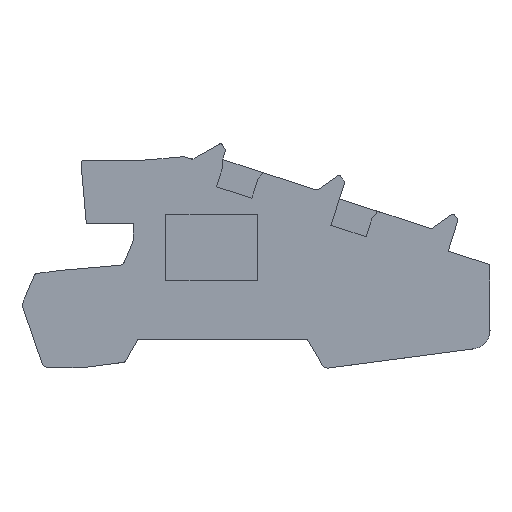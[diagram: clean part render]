
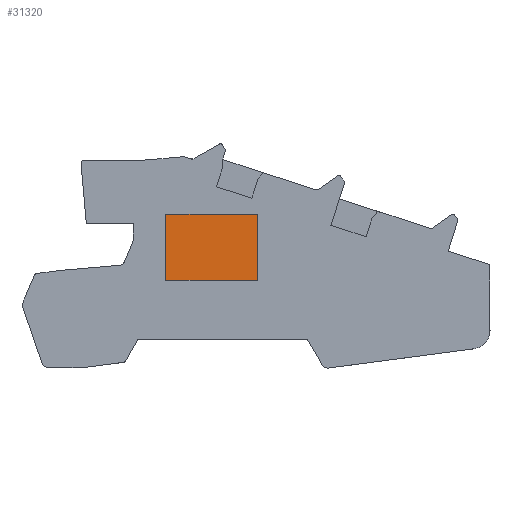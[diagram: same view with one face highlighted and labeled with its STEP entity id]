
A CAD part, top view. The second image highlights one B-rep face of the part: STEP entity #31320.
In plain terms, the highlighted planar face has unit normal (0, 0, 1).
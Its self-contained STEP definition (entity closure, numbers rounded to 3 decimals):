
#30930=CARTESIAN_POINT('',(60.588,24.928,
14.45));
#30940=DIRECTION('',(0.,0.,1.));
#30950=DIRECTION('',(0.951,-0.309,
0.));
#30960=AXIS2_PLACEMENT_3D('',#30930,#30940,#30950);
#30970=PLANE('',#30960);
#30980=CARTESIAN_POINT('',(95.513,45.506,
14.45));
#30990=DIRECTION('',(-1.,0.,0.));
#31000=VECTOR('',#30990,1.);
#31010=LINE('',#30980,#31000);
#31020=CARTESIAN_POINT('',(65.993,45.506,
14.45));
#31030=VERTEX_POINT('',#31020);
#31040=CARTESIAN_POINT('',(46.293,45.506,
14.45));
#31050=VERTEX_POINT('',#31040);
#31060=EDGE_CURVE('',#31030,#31050,#31010,.T.);
#31070=ORIENTED_EDGE('',*,*,#31060,.T.);
#31080=CARTESIAN_POINT('',(65.993,14.762,
14.45));
#31090=DIRECTION('',(0.,1.,0.));
#31100=VECTOR('',#31090,1.);
#31110=LINE('',#31080,#31100);
#31120=CARTESIAN_POINT('',(65.993,31.256,
14.45));
#31130=VERTEX_POINT('',#31120);
#31140=EDGE_CURVE('',#31130,#31030,#31110,.T.);
#31150=ORIENTED_EDGE('',*,*,#31140,.T.);
#31160=CARTESIAN_POINT('',(95.513,31.256,
14.45));
#31170=DIRECTION('',(1.,0.,0.));
#31180=VECTOR('',#31170,1.);
#31190=LINE('',#31160,#31180);
#31200=CARTESIAN_POINT('',(46.293,31.256,
14.45));
#31210=VERTEX_POINT('',#31200);
#31220=EDGE_CURVE('',#31210,#31130,#31190,.T.);
#31230=ORIENTED_EDGE('',*,*,#31220,.T.);
#31240=CARTESIAN_POINT('',(46.293,14.762,
14.45));
#31250=DIRECTION('',(0.,-1.,0.));
#31260=VECTOR('',#31250,1.);
#31270=LINE('',#31240,#31260);
#31280=EDGE_CURVE('',#31050,#31210,#31270,.T.);
#31290=ORIENTED_EDGE('',*,*,#31280,.T.);
#31300=EDGE_LOOP('',(#31290,#31230,#31150,#31070));
#31310=FACE_OUTER_BOUND('',#31300,.T.);
#31320=ADVANCED_FACE('',(#31310),#30970,.T.);
